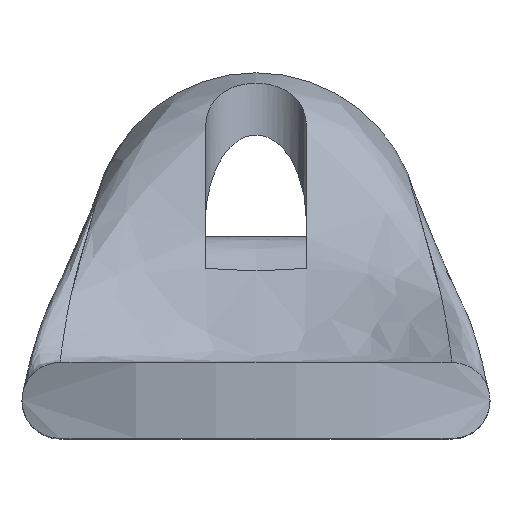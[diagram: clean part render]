
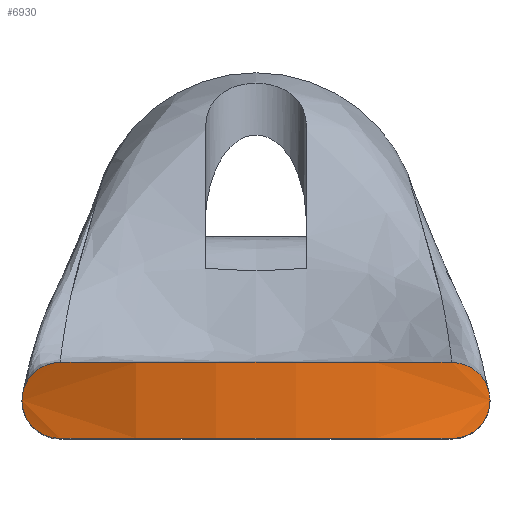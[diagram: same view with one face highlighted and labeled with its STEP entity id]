
A CAD part, top view. The second image highlights one B-rep face of the part: STEP entity #6930.
In plain terms, the highlighted cylindrical face has radius 20 mm (diameter 40 mm), a partial arc.
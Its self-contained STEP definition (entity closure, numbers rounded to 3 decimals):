
#4589=CARTESIAN_POINT('',(-7.75,-5.0,28.464));
#4590=VERTEX_POINT('',#4589);
#4599=CARTESIAN_POINT('',(7.75,-5.0,28.464));
#4600=VERTEX_POINT('',#4599);
#4601=CARTESIAN_POINT('',(0.,-5.0,10.026));
#4602=DIRECTION('',(0.0,-1.0,0.0));
#4603=DIRECTION('',(-0.463,0.0,0.887));
#4604=AXIS2_PLACEMENT_3D('',#4601,#4602,#4603);
#4605=CIRCLE('',#4604,20.0);
#4606=EDGE_CURVE('',#4600,#4590,#4605,.T.);
#6855=CARTESIAN_POINT('',(0.,-8.0,10.026));
#6856=DIRECTION('',(0.0,1.0,0.0));
#6857=DIRECTION('',(-0.463,0.0,0.887));
#6858=AXIS2_PLACEMENT_3D('',#6855,#6856,#6857);
#6859=CYLINDRICAL_SURFACE('',#6858,20.0);
#6860=CARTESIAN_POINT('',(-7.75,-8.0,28.464));
#6861=VERTEX_POINT('',#6860);
#6862=CARTESIAN_POINT('',(-9.25,-6.5,27.759));
#6863=VERTEX_POINT('',#6862);
#6864=CARTESIAN_POINT('',(-7.75,-8.0,28.464));
#6865=CARTESIAN_POINT('',(-7.942,-8.0,28.383));
#6866=CARTESIAN_POINT('',(-8.146,-7.961,28.293));
#6867=CARTESIAN_POINT('',(-8.522,-7.802,28.121));
#6868=CARTESIAN_POINT('',(-8.694,-7.682,28.038));
#6869=CARTESIAN_POINT('',(-8.954,-7.412,27.91));
#6870=CARTESIAN_POINT('',(-9.065,-7.248,27.854));
#6871=CARTESIAN_POINT('',(-9.212,-6.887,27.778));
#6872=CARTESIAN_POINT('',(-9.25,-6.688,27.759));
#6873=CARTESIAN_POINT('',(-9.25,-6.5,27.759));
#6874=B_SPLINE_CURVE_WITH_KNOTS('',3,(#6864,#6865,#6866,#6867,#6868,#6869,#6870,#6871,#6872,#6873),.UNSPECIFIED.,.F.,.U.,(4,2,2,2,4),(0.234,0.296,0.359,0.415,0.472),.UNSPECIFIED.);
#6875=EDGE_CURVE('',#6861,#6863,#6874,.T.);
#6876=ORIENTED_EDGE('',*,*,#6875,.F.);
#6877=CARTESIAN_POINT('',(7.75,-8.0,28.464));
#6878=VERTEX_POINT('',#6877);
#6879=CARTESIAN_POINT('',(0.,-8.0,10.026));
#6880=DIRECTION('',(0.0,1.0,0.0));
#6881=DIRECTION('',(-0.463,0.0,0.887));
#6882=AXIS2_PLACEMENT_3D('',#6879,#6880,#6881);
#6883=CIRCLE('',#6882,20.0);
#6884=EDGE_CURVE('',#6861,#6878,#6883,.T.);
#6885=ORIENTED_EDGE('',*,*,#6884,.T.);
#6886=CARTESIAN_POINT('',(9.25,-6.5,27.759));
#6887=VERTEX_POINT('',#6886);
#6888=CARTESIAN_POINT('',(9.25,-6.5,27.759));
#6889=CARTESIAN_POINT('',(9.25,-6.688,27.759));
#6890=CARTESIAN_POINT('',(9.212,-6.887,27.778));
#6891=CARTESIAN_POINT('',(9.065,-7.248,27.854));
#6892=CARTESIAN_POINT('',(8.954,-7.412,27.91));
#6893=CARTESIAN_POINT('',(8.694,-7.682,28.038));
#6894=CARTESIAN_POINT('',(8.522,-7.802,28.121));
#6895=CARTESIAN_POINT('',(8.146,-7.961,28.293));
#6896=CARTESIAN_POINT('',(7.942,-8.0,28.383));
#6897=CARTESIAN_POINT('',(7.75,-8.0,28.464));
#6898=B_SPLINE_CURVE_WITH_KNOTS('',3,(#6888,#6889,#6890,#6891,#6892,#6893,#6894,#6895,#6896,#6897),.UNSPECIFIED.,.F.,.U.,(4,2,2,2,4),(0.472,0.528,0.585,0.647,0.71),.UNSPECIFIED.);
#6899=EDGE_CURVE('',#6887,#6878,#6898,.T.);
#6900=ORIENTED_EDGE('',*,*,#6899,.F.);
#6901=CARTESIAN_POINT('',(7.75,-5.,28.464));
#6902=CARTESIAN_POINT('',(7.942,-5.,28.383));
#6903=CARTESIAN_POINT('',(8.146,-5.039,28.293));
#6904=CARTESIAN_POINT('',(8.522,-5.198,28.121));
#6905=CARTESIAN_POINT('',(8.694,-5.318,28.038));
#6906=CARTESIAN_POINT('',(8.954,-5.588,27.91));
#6907=CARTESIAN_POINT('',(9.065,-5.752,27.854));
#6908=CARTESIAN_POINT('',(9.212,-6.113,27.778));
#6909=CARTESIAN_POINT('',(9.25,-6.312,27.759));
#6910=CARTESIAN_POINT('',(9.25,-6.5,27.759));
#6911=B_SPLINE_CURVE_WITH_KNOTS('',3,(#6901,#6902,#6903,#6904,#6905,#6906,#6907,#6908,#6909,#6910),.UNSPECIFIED.,.F.,.U.,(4,2,2,2,4),(0.706,0.768,0.831,0.887,0.944),.UNSPECIFIED.);
#6912=EDGE_CURVE('',#4600,#6887,#6911,.T.);
#6913=ORIENTED_EDGE('',*,*,#6912,.F.);
#6914=ORIENTED_EDGE('',*,*,#4606,.T.);
#6915=CARTESIAN_POINT('',(-9.25,-6.5,27.759));
#6916=CARTESIAN_POINT('',(-9.25,-6.312,27.759));
#6917=CARTESIAN_POINT('',(-9.212,-6.113,27.778));
#6918=CARTESIAN_POINT('',(-9.065,-5.752,27.854));
#6919=CARTESIAN_POINT('',(-8.954,-5.588,27.91));
#6920=CARTESIAN_POINT('',(-8.694,-5.318,28.038));
#6921=CARTESIAN_POINT('',(-8.522,-5.198,28.121));
#6922=CARTESIAN_POINT('',(-8.146,-5.039,28.293));
#6923=CARTESIAN_POINT('',(-7.942,-5.,28.383));
#6924=CARTESIAN_POINT('',(-7.75,-5.,28.464));
#6925=B_SPLINE_CURVE_WITH_KNOTS('',3,(#6915,#6916,#6917,#6918,#6919,#6920,#6921,#6922,#6923,#6924),.UNSPECIFIED.,.F.,.U.,(4,2,2,2,4),(0.944,1.,1.056,1.119,1.181),.UNSPECIFIED.);
#6926=EDGE_CURVE('',#6863,#4590,#6925,.T.);
#6927=ORIENTED_EDGE('',*,*,#6926,.F.);
#6928=EDGE_LOOP('',(#6876,#6885,#6900,#6913,#6914,#6927));
#6929=FACE_OUTER_BOUND('',#6928,.T.);
#6930=ADVANCED_FACE('',(#6929),#6859,.T.);
